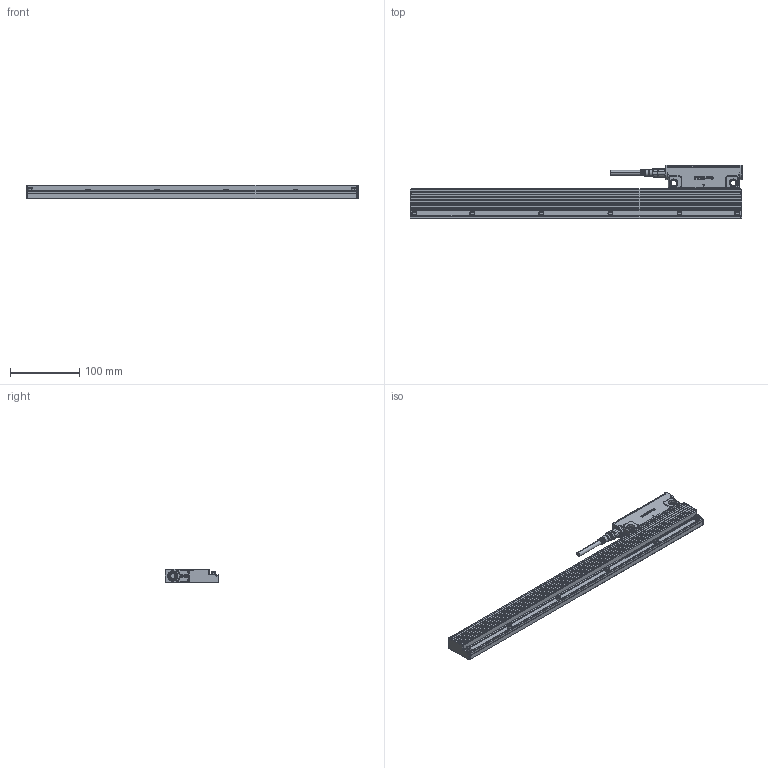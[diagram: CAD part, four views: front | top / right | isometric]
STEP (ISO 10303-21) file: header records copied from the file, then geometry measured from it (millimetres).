
FILE_DESCRIPTION(('CATIA V5 STEP','CAx-IF Rec.Pracs.--- Model Styling and Organization---1.4--- 2014-01-23'),'2;1');
FILE_NAME('SQ57-037-R.stp','2021-01-06T01:33:56+00:00',('none'),('none'),'CATIA Version 5-6 Release 2017 SP5','CATIA V5 STEP AP214','none');
FILE_SCHEMA(('AUTOMOTIVE_DESIGN { 1 0 10303 214 1 1 1 1 }'));
Products named in the file (4): SQ57-037-R; Head ASSY R; Scale base 370; Scale cover 370
Assembly tree (3 placements, depth 2):
  SQ57-037-R
    Head ASSY R
    Scale base 370
    Scale cover 370
Bounding box: 480.5 x 77 x 20 mm (x, y, z)
Volume: 303288.3 mm3; surface area: 192809.7 mm2
Topology: 3 solids, 33 shells, 3788 faces, 10149 edges, 6466 vertices
Faces by surface type: cone 1164, plane 1076, cylinder 822, bspline 517, torus 168, sphere 34, extrusion 7
Entity records: 138073 total; most frequent: CARTESIAN_POINT 52915, ORIENTED_EDGE 20190, DIRECTION 12951, EDGE_CURVE 10095, VERTEX_POINT 6466, AXIS2_PLACEMENT_3D 6303, VECTOR 4225, LINE 4218
